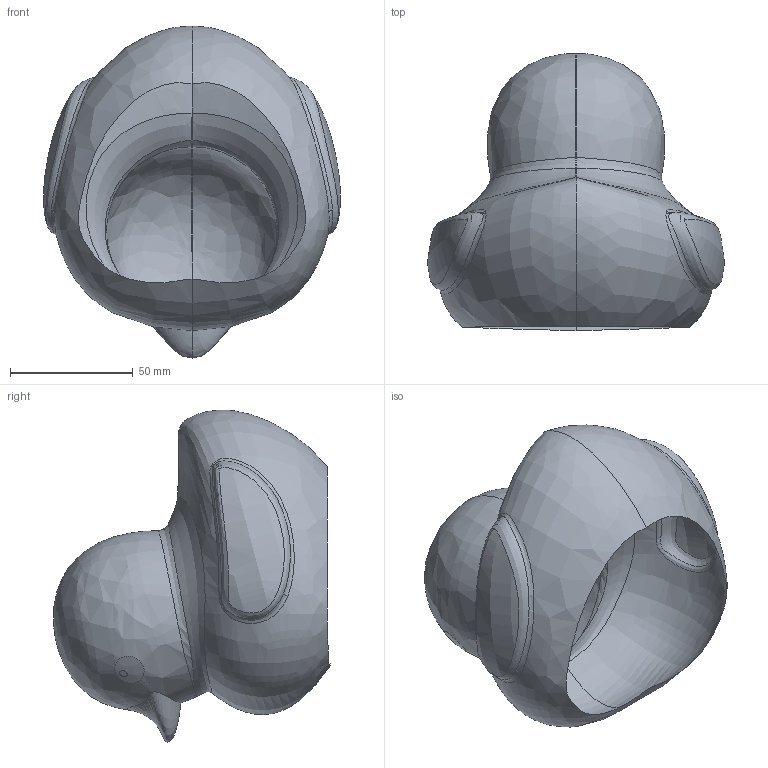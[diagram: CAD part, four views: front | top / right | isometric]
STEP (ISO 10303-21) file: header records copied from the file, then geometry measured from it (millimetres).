
FILE_DESCRIPTION(/* description */ ('STEP AP242','CAx-IF Rec.Pracs.---Representation and Presentation of Product Manufacturing Information (PMI)---4.0---2014-10-13','CAx-IF Rec.Pracs.---3D Tessellated Geometry---0.4---2014-09-14','2;1'),/* implementation_level */ '2;1');
FILE_NAME(/* name */ '681401092f91e076036f9de3',/* time_stamp */ '2025-05-01T23:17:30Z',/* author */ (''),/* organization */ (''),/* preprocessor_version */ 'ST-DEVELOPER v20',/* originating_system */ 'ONSHAPE BY PTC INC, 1.197',/* authorisation */ ' ');
FILE_SCHEMA (('AP242_MANAGED_MODEL_BASED_3D_ENGINEERING_MIM_LF { 1 0 10303 442 1 1 4 }'));
Length unit declared in the file: metre
Products named in the file (4): Surface 1; Surface 2; Curve 1; Curve 2
Bounding box: 121.09 x 113.04 x 135.42 mm (x, y, z)
Surface area: 39592.3 mm2 (no closed solid volume)
Topology: 0 solids, 2 shells, 30 faces, 87 edges, 60 vertices
Faces by surface type: bspline 30
Entity records: 7074 total; most frequent: CARTESIAN_POINT 6451, ORIENTED_EDGE 122, EDGE_CURVE 72, B_SPLINE_CURVE_WITH_KNOTS 72, VERTEX_POINT 52, EDGE_LOOP 38, FACE_BOUND 38, ADVANCED_FACE 30
